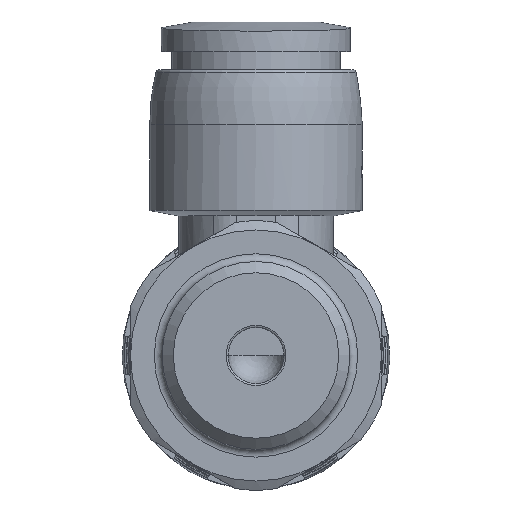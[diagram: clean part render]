
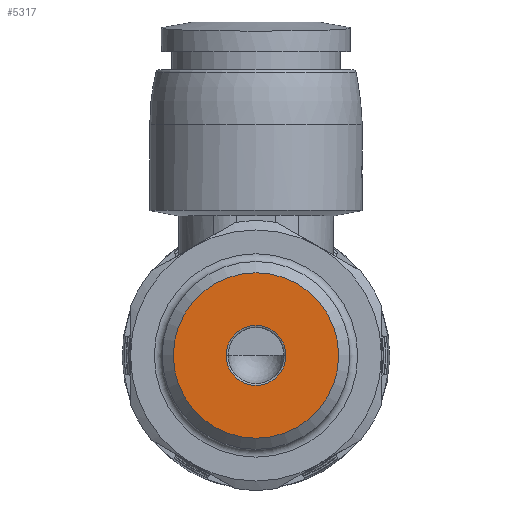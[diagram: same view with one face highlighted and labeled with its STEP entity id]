
A CAD part, front view. The second image highlights one B-rep face of the part: STEP entity #5317.
In plain terms, the highlighted planar face has unit normal (0, -1, 0).
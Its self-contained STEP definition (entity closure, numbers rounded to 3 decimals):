
#446=CIRCLE('',#5711,4.283);
#447=CIRCLE('',#5713,1.55);
#979=ORIENTED_EDGE('',*,*,#2024,.F.);
#980=ORIENTED_EDGE('',*,*,#2023,.T.);
#2023=EDGE_CURVE('',#2517,#2517,#446,.T.);
#2024=EDGE_CURVE('',#2518,#2518,#447,.T.);
#2517=VERTEX_POINT('',#8142);
#2518=VERTEX_POINT('',#8145);
#3159=EDGE_LOOP('',(#979));
#3160=EDGE_LOOP('',(#980));
#3413=FACE_BOUND('',#3159,.T.);
#3414=FACE_BOUND('',#3160,.T.);
#3594=PLANE('',#5712);
#5317=ADVANCED_FACE('',(#3413,#3414),#3594,.F.);
#5711=AXIS2_PLACEMENT_3D('',#8141,#6479,#6480);
#5712=AXIS2_PLACEMENT_3D('',#8143,#6481,#6482);
#5713=AXIS2_PLACEMENT_3D('',#8144,#6483,#6484);
#6479=DIRECTION('',(0.,-1.,0.));
#6480=DIRECTION('',(0.,0.,-1.));
#6481=DIRECTION('',(0.,1.,0.));
#6482=DIRECTION('',(0.,0.,1.));
#6483=DIRECTION('',(0.,-1.,0.));
#6484=DIRECTION('',(0.,0.,-1.));
#8141=CARTESIAN_POINT('',(0.,0.,0.));
#8142=CARTESIAN_POINT('',(0.,0.,-4.283));
#8143=CARTESIAN_POINT('',(0.,0.,-4.283));
#8144=CARTESIAN_POINT('',(0.,0.,0.));
#8145=CARTESIAN_POINT('',(0.,0.,-1.55));
